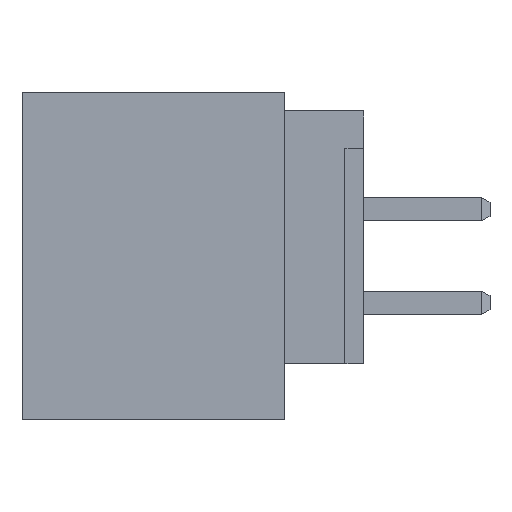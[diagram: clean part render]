
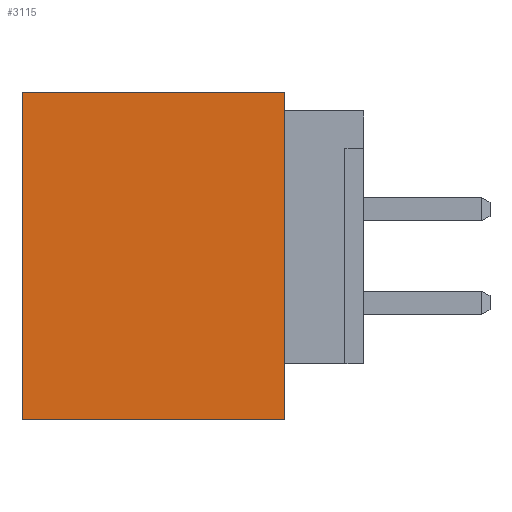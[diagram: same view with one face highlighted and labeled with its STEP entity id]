
A CAD part, left-side view. The second image highlights one B-rep face of the part: STEP entity #3115.
In plain terms, the highlighted planar face has unit normal (-1, 0, 0).
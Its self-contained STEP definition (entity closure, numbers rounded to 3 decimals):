
#1=DIRECTION('',(0.,-1.,0.));
#2=VECTOR('',#1,7.112);
#3=CARTESIAN_POINT('',(-10.16,3.556,-4.445));
#4=LINE('',#3,#2);
#17=DIRECTION('',(0.,0.,1.));
#18=VECTOR('',#17,8.89);
#19=CARTESIAN_POINT('',(-10.16,3.556,-4.445));
#20=LINE('',#19,#18);
#41=DIRECTION('',(0.,-1.,0.));
#42=VECTOR('',#41,7.112);
#43=CARTESIAN_POINT('',(-10.16,3.556,4.445));
#44=LINE('',#43,#42);
#105=DIRECTION('',(0.,0.,1.));
#106=VECTOR('',#105,8.89);
#107=CARTESIAN_POINT('',(-10.16,-3.556,-4.445));
#108=LINE('',#107,#106);
#2365=CARTESIAN_POINT('',(-10.16,3.556,-4.445));
#2366=CARTESIAN_POINT('',(-10.16,-3.556,-4.445));
#2367=VERTEX_POINT('',#2365);
#2368=VERTEX_POINT('',#2366);
#2373=CARTESIAN_POINT('',(-10.16,3.556,4.445));
#2374=CARTESIAN_POINT('',(-10.16,-3.556,4.445));
#2375=VERTEX_POINT('',#2373);
#2376=VERTEX_POINT('',#2374);
#3101=CARTESIAN_POINT('',(-10.16,3.556,-4.445));
#3102=DIRECTION('',(-1.,0.,0.));
#3103=DIRECTION('',(0.,-1.,0.));
#3104=AXIS2_PLACEMENT_3D('',#3101,#3102,#3103);
#3105=PLANE('',#3104);
#3106=ORIENTED_EDGE('',*,*,#3090,.F.);
#3108=ORIENTED_EDGE('',*,*,#3107,.T.);
#3110=ORIENTED_EDGE('',*,*,#3109,.T.);
#3112=ORIENTED_EDGE('',*,*,#3111,.F.);
#3113=EDGE_LOOP('',(#3106,#3108,#3110,#3112));
#3114=FACE_OUTER_BOUND('',#3113,.F.);
#3115=ADVANCED_FACE('',(#3114),#3105,.T.);
#3090=EDGE_CURVE('',#2367,#2368,#4,.T.);
#3107=EDGE_CURVE('',#2367,#2375,#20,.T.);
#3109=EDGE_CURVE('',#2375,#2376,#44,.T.);
#3111=EDGE_CURVE('',#2368,#2376,#108,.T.);
